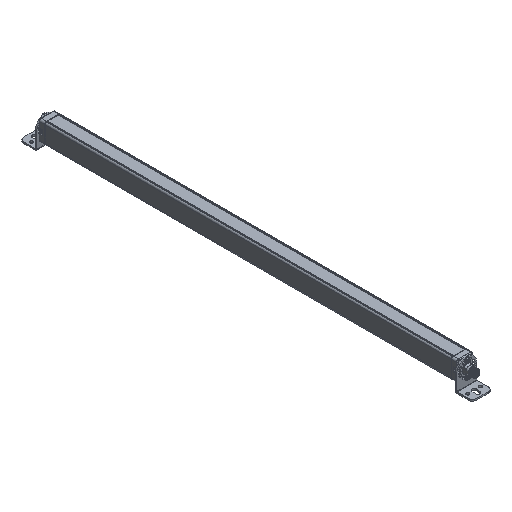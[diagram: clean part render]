
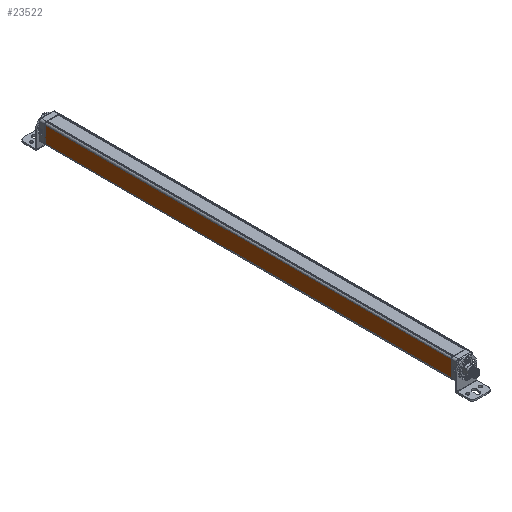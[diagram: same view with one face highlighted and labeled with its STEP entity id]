
A CAD part, isometric view. The second image highlights one B-rep face of the part: STEP entity #23522.
In plain terms, the highlighted planar face has unit normal (-1, 0, 0).
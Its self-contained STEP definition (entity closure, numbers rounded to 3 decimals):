
#1521=DIRECTION('',(0.,0.,-1.));
#1522=VECTOR('',#1521,25.8);
#1523=CARTESIAN_POINT('',(-12.7,0.,28.8));
#1524=LINE('',#1523,#1522);
#1863=DIRECTION('',(0.,0.,-1.));
#1864=VECTOR('',#1863,25.8);
#1865=CARTESIAN_POINT('',(-12.7,-645.,28.8));
#1866=LINE('',#1865,#1864);
#11343=DIRECTION('',(0.,1.,0.));
#11344=VECTOR('',#11343,645.);
#11345=CARTESIAN_POINT('',(-12.7,-645.,28.8));
#11346=LINE('',#11345,#11344);
#11347=DIRECTION('',(0.,1.,0.));
#11348=VECTOR('',#11347,645.);
#11349=CARTESIAN_POINT('',(-12.7,-645.,3.));
#11350=LINE('',#11349,#11348);
#12738=CARTESIAN_POINT('',(-12.7,0.,28.8));
#12740=VERTEX_POINT('',#12738);
#12744=CARTESIAN_POINT('',(-12.7,-645.,28.8));
#12745=VERTEX_POINT('',#12744);
#12747=CARTESIAN_POINT('',(-12.7,0.,3.));
#12749=VERTEX_POINT('',#12747);
#12750=CARTESIAN_POINT('',(-12.7,-645.,3.));
#12751=VERTEX_POINT('',#12750);
#23510=CARTESIAN_POINT('',(-12.7,0.,31.8));
#23511=DIRECTION('',(-1.,0.,0.));
#23512=DIRECTION('',(0.,0.,-1.));
#23513=AXIS2_PLACEMENT_3D('',#23510,#23511,#23512);
#23514=PLANE('',#23513);
#23516=ORIENTED_EDGE('',*,*,#23515,.F.);
#23517=ORIENTED_EDGE('',*,*,#16254,.T.);
#23518=ORIENTED_EDGE('',*,*,#23503,.T.);
#23519=ORIENTED_EDGE('',*,*,#15914,.F.);
#23520=EDGE_LOOP('',(#23516,#23517,#23518,#23519));
#23521=FACE_OUTER_BOUND('',#23520,.F.);
#23522=ADVANCED_FACE('',(#23521),#23514,.T.);
#15914=EDGE_CURVE('',#12740,#12749,#1524,.T.);
#16254=EDGE_CURVE('',#12745,#12751,#1866,.T.);
#23503=EDGE_CURVE('',#12751,#12749,#11350,.T.);
#23515=EDGE_CURVE('',#12745,#12740,#11346,.T.);
